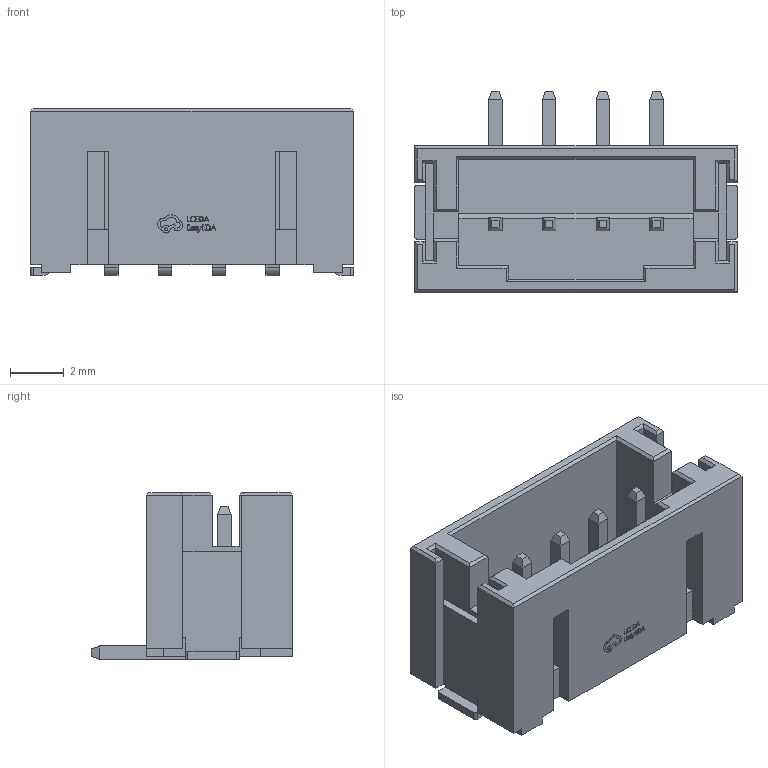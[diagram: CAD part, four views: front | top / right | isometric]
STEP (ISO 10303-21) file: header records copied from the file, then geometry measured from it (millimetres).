
FILE_DESCRIPTION(/* description */ ('','CAx-IF Rec.Pracs.---Representation and Presentation of Product Manufacturing Information (PMI)---4.0---2014-10-13'),/* implementation_level */ '2;1');
FILE_NAME(/* name */ 'CONN-SMD_4P-P2.00_WAFER-200L-4A.step',/* time_stamp */ '2024-11-23T13:18:49+08:00',/* author */ (''),/* organization */ (''),/* preprocessor_version */ 'ST-DEVELOPER v20',/* originating_system */ 'Autodesk Translation Framework v13.20.0.188',/* authorisation */ '');
FILE_SCHEMA (('AP242_MANAGED_MODEL_BASED_3D_ENGINEERING_MIM_LF { 1 0 10303 442 1 1 4 }'));
Length unit declared in the file: millimetre
Products named in the file (2): CONN-SMD_4P-P2.00_WAFER-200L-4A; COMPOUND
Assembly tree (1 placements, depth 2):
  CONN-SMD_4P-P2.00_WAFER-200L-4A
    COMPOUND
Bounding box: 12 x 7.5 x 6.2 mm (x, y, z)
Volume: 194.3 mm3; surface area: 652.7 mm2
Topology: 16 solids, 16 shells, 516 faces, 1359 edges, 882 vertices
Faces by surface type: plane 394, bspline 112, cylinder 10
Entity records: 17443 total; most frequent: CARTESIAN_POINT 4594, ORIENTED_EDGE 2718, DIRECTION 2141, EDGE_CURVE 1359, LINE 1115, VECTOR 1115, VERTEX_POINT 882, EDGE_LOOP 539
